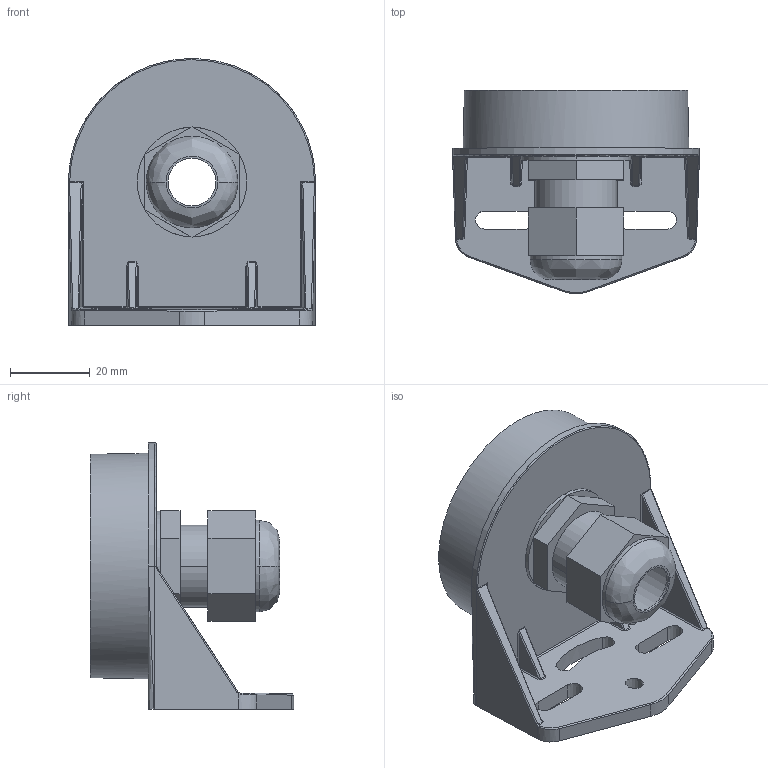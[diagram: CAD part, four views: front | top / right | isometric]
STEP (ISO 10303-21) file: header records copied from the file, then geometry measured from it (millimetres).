
FILE_DESCRIPTION (( 'STEP AP203' ), '1' );
FILE_NAME ('26070006.step', '2020-08-20T17:31:33', ( '' ), ( '' ), 'SwSTEP 2.0', 'SolidWorks 2019', '' );
FILE_SCHEMA (( 'CONFIG_CONTROL_DESIGN' ));
Length unit declared in the file: inch
Products named in the file (1): 26070006
Bounding box: 62 x 51 x 67 mm (x, y, z)
Volume: 28531.4 mm3; surface area: 24318.7 mm2
Topology: 1 solids, 1 shells, 500 faces, 1169 edges, 677 vertices
Faces by surface type: bspline 178, cylinder 155, plane 121, cone 46
Entity records: 20855 total; most frequent: CARTESIAN_POINT 10728, ORIENTED_EDGE 2306, DIRECTION 1730, EDGE_CURVE 1153, VERTEX_POINT 677, AXIS2_PLACEMENT_3D 643, EDGE_LOOP 532, ADVANCED_FACE 500
